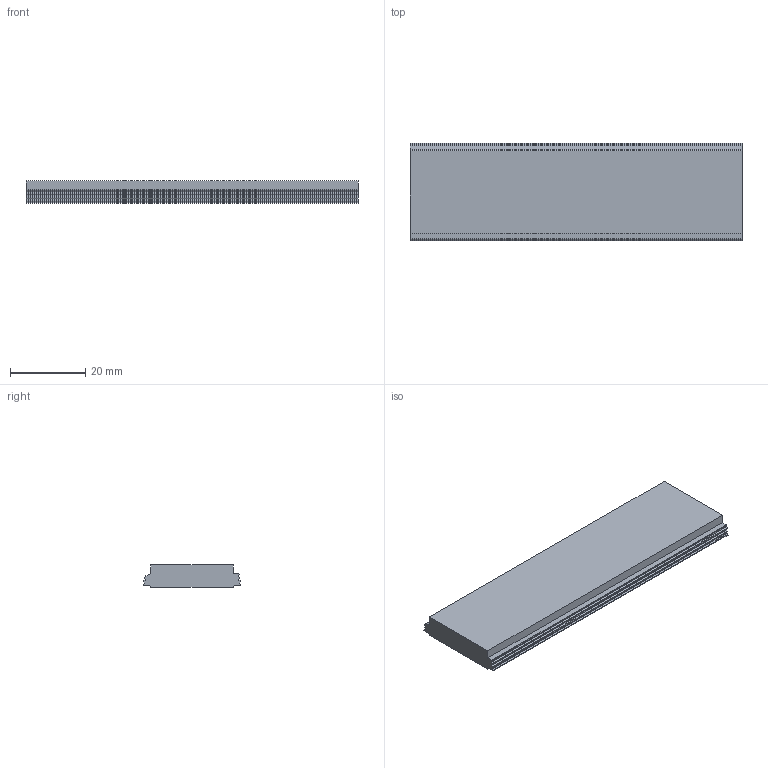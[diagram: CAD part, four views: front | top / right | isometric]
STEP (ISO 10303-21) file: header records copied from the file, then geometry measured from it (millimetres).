
FILE_DESCRIPTION((''),'2;1');
FILE_NAME('3d_11BGX5000.stp','2012-10-03T13:01:25',(''),(''),'Mechanical Desktop 2011','Mechanical Desktop 2011',', , ');
FILE_SCHEMA(('CONFIG_CONTROL_DESIGN'));
Length unit declared in the file: millimetre
Products named in the file (1): Product
Bounding box: 88 x 25.96 x 5.93 mm (x, y, z)
Volume: 12306.3 mm3; surface area: 5849.7 mm2
Topology: 1 solids, 1 shells, 37 faces, 134 edges, 128 vertices
Faces by surface type: plane 37
Entity records: 1451 total; most frequent: CARTESIAN_POINT 271, DIRECTION 210, ORIENTED_EDGE 210, VECTOR 134, LINE 134, EDGE_CURVE 105, VERTEX_POINT 70, AXIS2_PLACEMENT_3D 38
